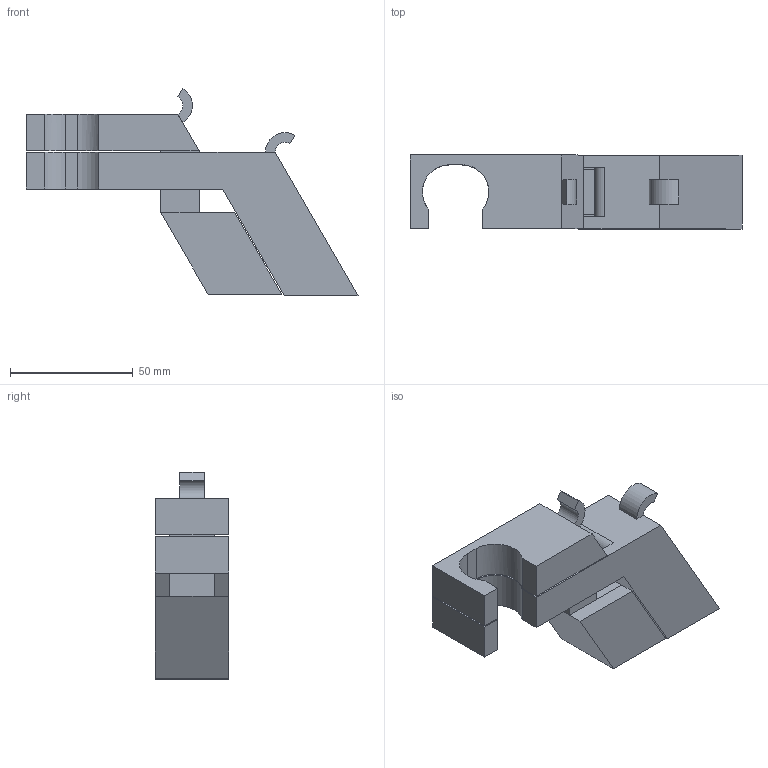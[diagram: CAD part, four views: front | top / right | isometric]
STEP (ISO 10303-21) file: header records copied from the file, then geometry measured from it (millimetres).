
FILE_DESCRIPTION(('FreeCAD Model'),'2;1');
FILE_NAME('Open CASCADE Shape Model','2023-01-07T15:49:01',(''),(''), 'Open CASCADE STEP processor 7.6','FreeCAD','Unknown');
FILE_SCHEMA(('AUTOMOTIVE_DESIGN { 1 0 10303 214 1 1 1 1 }'));
Length unit declared in the file: millimetre
Products named in the file (3): assembly; bottom_001; top_001
Assembly tree (2 placements, depth 2):
  assembly
    bottom_001
    top_001
Bounding box: 135 x 30 x 84.19 mm (x, y, z)
Volume: 126949.6 mm3; surface area: 30940.7 mm2
Topology: 2 solids, 2 shells, 67 faces, 181 edges, 118 vertices
Faces by surface type: plane 53, cylinder 14
Full cylindrical faces by diameter (mm): 8 x1, 8.5 x1
Entity records: 4557 total; most frequent: CARTESIAN_POINT 821, DIRECTION 698, LINE 483, VECTOR 483, ORIENTED_EDGE 362, PCURVE 362, DEFINITIONAL_REPRESENTATION 362, EDGE_CURVE 181
